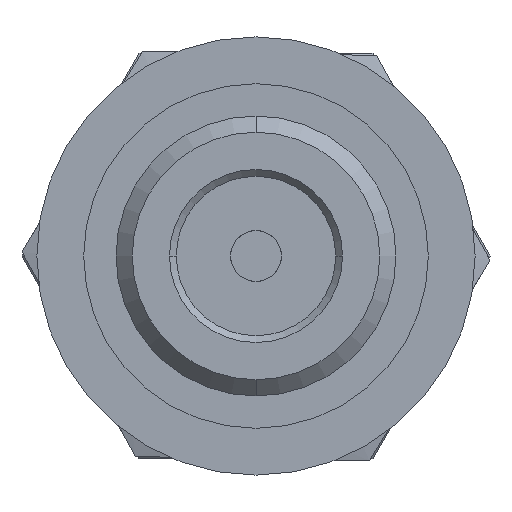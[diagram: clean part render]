
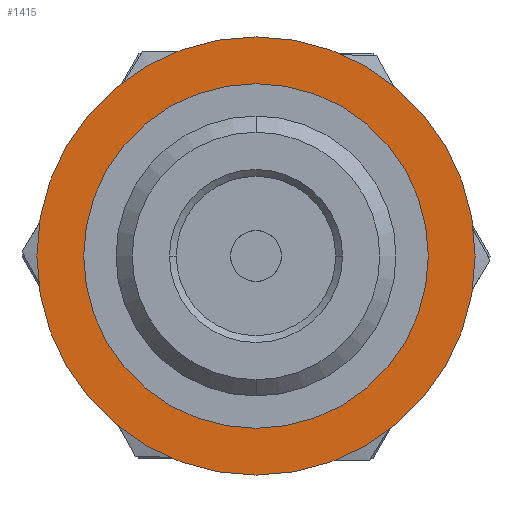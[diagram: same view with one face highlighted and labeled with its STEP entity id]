
A CAD part, front view. The second image highlights one B-rep face of the part: STEP entity #1415.
In plain terms, the highlighted planar face has unit normal (0, -1, 0).
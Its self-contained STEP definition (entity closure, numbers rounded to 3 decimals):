
#335=CARTESIAN_POINT('',(0.,-19.043,0.));
#336=DIRECTION('',(0.,1.,0.));
#337=DIRECTION('',(0.,0.,-1.));
#338=AXIS2_PLACEMENT_3D('',#335,#336,#337);
#340=CARTESIAN_POINT('',(0.,-19.043,0.));
#341=DIRECTION('',(0.,-1.,0.));
#342=DIRECTION('',(0.,0.,-1.));
#343=AXIS2_PLACEMENT_3D('',#340,#341,#342);
#345=CARTESIAN_POINT('',(0.,-19.043,0.));
#346=DIRECTION('',(0.,-1.,0.));
#347=DIRECTION('',(0.,0.,-1.));
#348=AXIS2_PLACEMENT_3D('',#345,#346,#347);
#358=CARTESIAN_POINT('',(0.,-19.043,0.));
#359=DIRECTION('',(0.,1.,0.));
#360=DIRECTION('',(0.,0.,-1.));
#361=AXIS2_PLACEMENT_3D('',#358,#359,#360);
#866=CARTESIAN_POINT('',(0.,-19.043,-10.3));
#868=VERTEX_POINT('',#866);
#870=CARTESIAN_POINT('',(0.,-19.043,10.3));
#872=VERTEX_POINT('',#870);
#874=CARTESIAN_POINT('',(0.,-19.043,-8.1));
#875=CARTESIAN_POINT('',(0.,-19.043,8.1));
#876=VERTEX_POINT('',#874);
#877=VERTEX_POINT('',#875);
#1400=CARTESIAN_POINT('',(0.,-19.043,0.));
#1401=DIRECTION('',(0.,-1.,0.));
#1402=DIRECTION('',(0.,0.,1.));
#1403=AXIS2_PLACEMENT_3D('',#1400,#1401,#1402);
#1404=PLANE('',#1403);
#1406=ORIENTED_EDGE('',*,*,#1405,.F.);
#1408=ORIENTED_EDGE('',*,*,#1407,.T.);
#1409=EDGE_LOOP('',(#1406,#1408));
#1410=FACE_OUTER_BOUND('',#1409,.F.);
#1411=ORIENTED_EDGE('',*,*,#1394,.F.);
#1412=ORIENTED_EDGE('',*,*,#1380,.T.);
#1413=EDGE_LOOP('',(#1411,#1412));
#1414=FACE_BOUND('',#1413,.F.);
#339=CIRCLE('',#338,8.1);
#344=CIRCLE('',#343,8.1);
#349=CIRCLE('',#348,10.3);
#362=CIRCLE('',#361,10.3);
#1380=EDGE_CURVE('',#876,#877,#344,.T.);
#1394=EDGE_CURVE('',#876,#877,#339,.T.);
#1405=EDGE_CURVE('',#868,#872,#349,.T.);
#1407=EDGE_CURVE('',#868,#872,#362,.T.);
#1415=ADVANCED_FACE('',(#1410,#1414),#1404,.T.);
